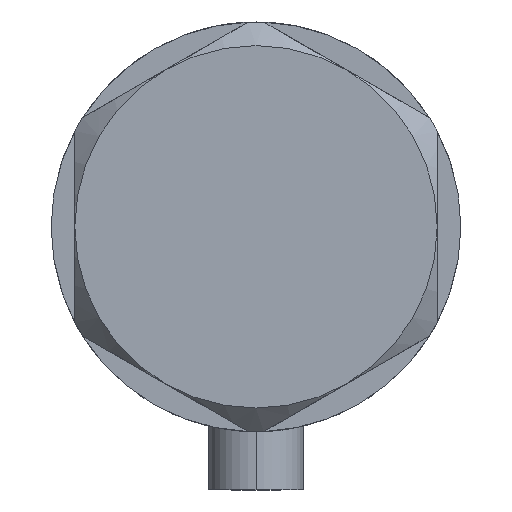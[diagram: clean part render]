
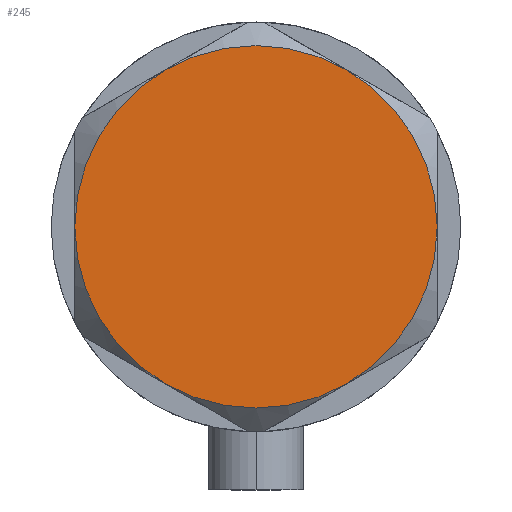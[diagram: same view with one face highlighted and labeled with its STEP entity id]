
A CAD part, left-side view. The second image highlights one B-rep face of the part: STEP entity #245.
In plain terms, the highlighted face is planar.
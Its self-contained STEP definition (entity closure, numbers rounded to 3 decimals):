
#20 = ORIENTED_EDGE ( 'NONE', *, *, #1326, .T. ) ;
#111 = EDGE_CURVE ( 'NONE', #3764, #2647, #3589, .T. ) ;
#121 = DIRECTION ( 'NONE',  ( 1., 0., 0. ) ) ;
#138 = AXIS2_PLACEMENT_3D ( 'NONE', #375, #4554, #735 ) ;
#183 = CARTESIAN_POINT ( 'NONE',  ( 0., 0., 9. ) ) ;
#232 = CARTESIAN_POINT ( 'NONE',  ( 23., 0., 9. ) ) ;
#245 = ADVANCED_FACE ( 'NONE', ( #2565 ), #312, .T. ) ;
#259 = ORIENTED_EDGE ( 'NONE', *, *, #423, .T. ) ;
#263 = VERTEX_POINT ( 'NONE', #1284 ) ;
#267 = AXIS2_PLACEMENT_3D ( 'NONE', #183, #4760, #3597 ) ;
#312 = PLANE ( 'NONE',  #267 ) ;
#375 = CARTESIAN_POINT ( 'NONE',  ( 0., 0., 9. ) ) ;
#423 = EDGE_CURVE ( 'NONE', #1713, #3764, #3434, .T. ) ;
#481 = DIRECTION ( 'NONE',  ( 0., 0., 1. ) ) ;
#639 = CARTESIAN_POINT ( 'NONE',  ( -11.5, 19.919, 9. ) ) ;
#666 = EDGE_CURVE ( 'NONE', #4415, #1713, #3769, .T. ) ;
#709 = DIRECTION ( 'NONE',  ( 0., 0., 1. ) ) ;
#725 = ORIENTED_EDGE ( 'NONE', *, *, #666, .T. ) ;
#735 = DIRECTION ( 'NONE',  ( 1., 0., 0. ) ) ;
#1201 = ORIENTED_EDGE ( 'NONE', *, *, #111, .T. ) ;
#1284 = CARTESIAN_POINT ( 'NONE',  ( 11.5, -19.919, 9. ) ) ;
#1326 = EDGE_CURVE ( 'NONE', #3454, #263, #2655, .T. ) ;
#1408 = CARTESIAN_POINT ( 'NONE',  ( 0., 0., 9. ) ) ;
#1477 = DIRECTION ( 'NONE',  ( 1., 0., 0. ) ) ;
#1506 = CARTESIAN_POINT ( 'NONE',  ( 11.5, 19.919, 9. ) ) ;
#1713 = VERTEX_POINT ( 'NONE', #1506 ) ;
#1853 = CARTESIAN_POINT ( 'NONE',  ( 0., 0., 9. ) ) ;
#1935 = AXIS2_PLACEMENT_3D ( 'NONE', #1408, #709, #1477 ) ;
#2165 = DIRECTION ( 'NONE',  ( 1., 0., 0. ) ) ;
#2220 = ORIENTED_EDGE ( 'NONE', *, *, #2720, .T. ) ;
#2261 = CARTESIAN_POINT ( 'NONE',  ( 0., 0., 9. ) ) ;
#2380 = ORIENTED_EDGE ( 'NONE', *, *, #4322, .T. ) ;
#2531 = CARTESIAN_POINT ( 'NONE',  ( -23., 0., 9. ) ) ;
#2565 = FACE_OUTER_BOUND ( 'NONE', #3936, .T. ) ;
#2647 = VERTEX_POINT ( 'NONE', #2531 ) ;
#2655 = CIRCLE ( 'NONE', #1935, 23. ) ;
#2720 = EDGE_CURVE ( 'NONE', #263, #4415, #4233, .T. ) ;
#2921 = DIRECTION ( 'NONE',  ( 0., 0., 1. ) ) ;
#2950 = AXIS2_PLACEMENT_3D ( 'NONE', #3731, #4686, #2165 ) ;
#2969 = AXIS2_PLACEMENT_3D ( 'NONE', #1853, #3320, #4491 ) ;
#3104 = AXIS2_PLACEMENT_3D ( 'NONE', #2261, #2921, #4857 ) ;
#3320 = DIRECTION ( 'NONE',  ( 0., 0., 1. ) ) ;
#3385 = CARTESIAN_POINT ( 'NONE',  ( -11.5, -19.919, 9. ) ) ;
#3434 = CIRCLE ( 'NONE', #2950, 23. ) ;
#3454 = VERTEX_POINT ( 'NONE', #3385 ) ;
#3589 = CIRCLE ( 'NONE', #4146, 23. ) ;
#3597 = DIRECTION ( 'NONE',  ( 1., 0., 0. ) ) ;
#3731 = CARTESIAN_POINT ( 'NONE',  ( 0., 0., 9. ) ) ;
#3764 = VERTEX_POINT ( 'NONE', #639 ) ;
#3769 = CIRCLE ( 'NONE', #3104, 23. ) ;
#3936 = EDGE_LOOP ( 'NONE', ( #2220, #725, #259, #1201, #2380, #20 ) ) ;
#4146 = AXIS2_PLACEMENT_3D ( 'NONE', #4265, #481, #121 ) ;
#4161 = CIRCLE ( 'NONE', #2969, 23. ) ;
#4233 = CIRCLE ( 'NONE', #138, 23. ) ;
#4265 = CARTESIAN_POINT ( 'NONE',  ( 0., 0., 9. ) ) ;
#4322 = EDGE_CURVE ( 'NONE', #2647, #3454, #4161, .T. ) ;
#4415 = VERTEX_POINT ( 'NONE', #232 ) ;
#4491 = DIRECTION ( 'NONE',  ( 1., 0., 0. ) ) ;
#4554 = DIRECTION ( 'NONE',  ( 0., 0., 1. ) ) ;
#4686 = DIRECTION ( 'NONE',  ( 0., 0., 1. ) ) ;
#4760 = DIRECTION ( 'NONE',  ( 0., 0., 1. ) ) ;
#4857 = DIRECTION ( 'NONE',  ( 1., 0., 0. ) ) ;
